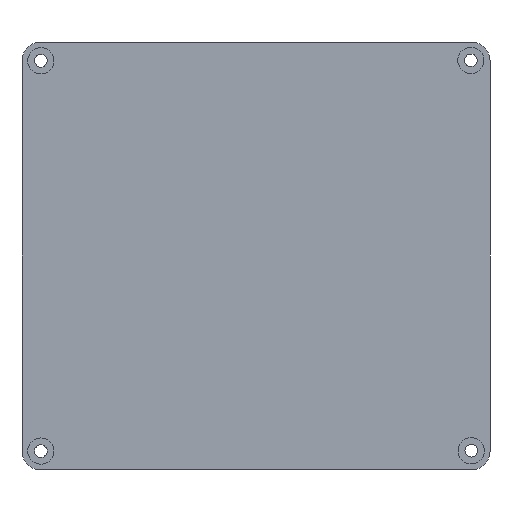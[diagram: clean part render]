
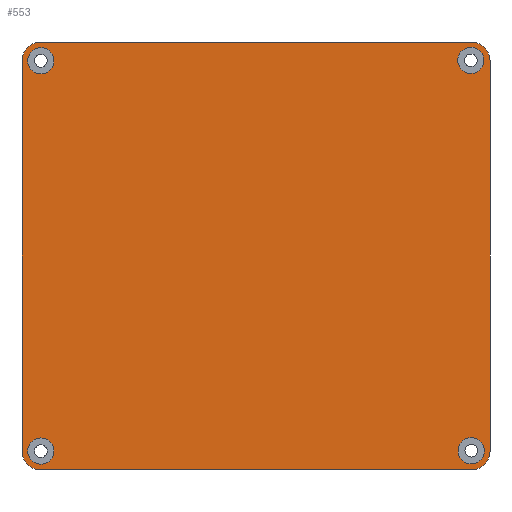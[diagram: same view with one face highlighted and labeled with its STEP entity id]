
A CAD part, front view. The second image highlights one B-rep face of the part: STEP entity #553.
In plain terms, the highlighted planar face has unit normal (0, -1, 0).
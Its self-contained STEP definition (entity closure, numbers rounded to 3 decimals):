
#25=FACE_BOUND('',#122,.T.);
#26=FACE_BOUND('',#123,.T.);
#27=FACE_BOUND('',#124,.T.);
#28=FACE_BOUND('',#125,.T.);
#47=PLANE('',#623);
#79=FACE_OUTER_BOUND('',#121,.T.);
#121=EDGE_LOOP('',(#495,#496,#497,#498,#499,#500,#501,#502));
#122=EDGE_LOOP('',(#503));
#123=EDGE_LOOP('',(#504));
#124=EDGE_LOOP('',(#505));
#125=EDGE_LOOP('',(#506));
#137=LINE('',#829,#185);
#143=LINE('',#844,#191);
#145=LINE('',#850,#193);
#174=LINE('',#937,#222);
#185=VECTOR('',#661,10.);
#191=VECTOR('',#677,10.);
#193=VECTOR('',#685,10.);
#222=VECTOR('',#782,10.);
#223=CIRCLE('',#570,4.);
#232=CIRCLE('',#582,4.);
#233=CIRCLE('',#584,4.);
#234=CIRCLE('',#587,4.);
#237=CIRCLE('',#593,2.8);
#240=CIRCLE('',#599,2.8);
#243=CIRCLE('',#605,2.8);
#246=CIRCLE('',#611,2.8);
#247=VERTEX_POINT('',#789);
#248=VERTEX_POINT('',#790);
#265=VERTEX_POINT('',#828);
#266=VERTEX_POINT('',#832);
#267=VERTEX_POINT('',#836);
#268=VERTEX_POINT('',#837);
#269=VERTEX_POINT('',#842);
#270=VERTEX_POINT('',#846);
#273=VERTEX_POINT('',#857);
#276=VERTEX_POINT('',#868);
#279=VERTEX_POINT('',#879);
#282=VERTEX_POINT('',#890);
#295=EDGE_CURVE('',#247,#248,#223,.T.);
#314=EDGE_CURVE('',#265,#248,#137,.T.);
#316=EDGE_CURVE('',#265,#266,#232,.T.);
#318=EDGE_CURVE('',#267,#268,#233,.T.);
#322=EDGE_CURVE('',#267,#269,#143,.T.);
#323=EDGE_CURVE('',#270,#269,#234,.T.);
#325=EDGE_CURVE('',#270,#266,#145,.T.);
#328=EDGE_CURVE('',#273,#273,#237,.T.);
#333=EDGE_CURVE('',#276,#276,#240,.T.);
#338=EDGE_CURVE('',#279,#279,#243,.T.);
#343=EDGE_CURVE('',#282,#282,#246,.T.);
#366=EDGE_CURVE('',#247,#268,#174,.T.);
#495=ORIENTED_EDGE('',*,*,#295,.F.);
#496=ORIENTED_EDGE('',*,*,#366,.T.);
#497=ORIENTED_EDGE('',*,*,#318,.F.);
#498=ORIENTED_EDGE('',*,*,#322,.T.);
#499=ORIENTED_EDGE('',*,*,#323,.F.);
#500=ORIENTED_EDGE('',*,*,#325,.T.);
#501=ORIENTED_EDGE('',*,*,#316,.F.);
#502=ORIENTED_EDGE('',*,*,#314,.T.);
#503=ORIENTED_EDGE('',*,*,#328,.T.);
#504=ORIENTED_EDGE('',*,*,#333,.T.);
#505=ORIENTED_EDGE('',*,*,#338,.T.);
#506=ORIENTED_EDGE('',*,*,#343,.T.);
#553=ADVANCED_FACE('',(#79,#25,#26,#27,#28),#47,.T.);
#570=AXIS2_PLACEMENT_3D('',#791,#629,#630);
#582=AXIS2_PLACEMENT_3D('',#833,#665,#666);
#584=AXIS2_PLACEMENT_3D('',#838,#670,#671);
#587=AXIS2_PLACEMENT_3D('',#847,#680,#681);
#593=AXIS2_PLACEMENT_3D('',#858,#694,#695);
#599=AXIS2_PLACEMENT_3D('',#869,#708,#709);
#605=AXIS2_PLACEMENT_3D('',#880,#722,#723);
#611=AXIS2_PLACEMENT_3D('',#891,#736,#737);
#623=AXIS2_PLACEMENT_3D('',#938,#783,#784);
#629=DIRECTION('center_axis',(0.,1.,0.));
#630=DIRECTION('ref_axis',(0.707,0.,0.707));
#661=DIRECTION('',(0.,0.,1.));
#665=DIRECTION('center_axis',(0.,1.,0.));
#666=DIRECTION('ref_axis',(0.707,0.,-0.707));
#670=DIRECTION('center_axis',(0.,1.,0.));
#671=DIRECTION('ref_axis',(-0.707,0.,0.707));
#677=DIRECTION('',(0.,0.,-1.));
#680=DIRECTION('center_axis',(0.,1.,0.));
#681=DIRECTION('ref_axis',(-0.707,0.,-0.707));
#685=DIRECTION('',(1.,0.,0.));
#694=DIRECTION('center_axis',(0.,1.,0.));
#695=DIRECTION('ref_axis',(0.,0.,-1.));
#708=DIRECTION('center_axis',(0.,1.,0.));
#709=DIRECTION('ref_axis',(0.,0.,-1.));
#722=DIRECTION('center_axis',(0.,1.,0.));
#723=DIRECTION('ref_axis',(0.,0.,-1.));
#736=DIRECTION('center_axis',(0.,1.,0.));
#737=DIRECTION('ref_axis',(0.,0.,-1.));
#782=DIRECTION('',(-1.,0.,0.));
#783=DIRECTION('center_axis',(0.,-1.,0.));
#784=DIRECTION('ref_axis',(0.,0.,-1.));
#789=CARTESIAN_POINT('',(71.,-36.2,56.8));
#790=CARTESIAN_POINT('',(75.,-36.2,52.8));
#791=CARTESIAN_POINT('Origin',(71.,-36.2,52.8));
#828=CARTESIAN_POINT('',(75.,-36.2,-30.6));
#829=CARTESIAN_POINT('',(75.,-36.2,56.8));
#832=CARTESIAN_POINT('',(71.,-36.2,-34.6));
#833=CARTESIAN_POINT('Origin',(71.,-36.2,-30.6));
#836=CARTESIAN_POINT('',(-25.,-36.2,52.8));
#837=CARTESIAN_POINT('',(-21.,-36.2,56.8));
#838=CARTESIAN_POINT('Origin',(-21.,-36.2,52.8));
#842=CARTESIAN_POINT('',(-25.,-36.2,-30.6));
#844=CARTESIAN_POINT('',(-25.,-36.2,-34.6));
#846=CARTESIAN_POINT('',(-21.,-36.2,-34.6));
#847=CARTESIAN_POINT('Origin',(-21.,-36.2,-30.6));
#850=CARTESIAN_POINT('',(75.,-36.2,-34.6));
#857=CARTESIAN_POINT('',(-20.966,-36.2,-27.783));
#858=CARTESIAN_POINT('Origin',(-20.966,-36.2,-30.583));
#868=CARTESIAN_POINT('',(70.993,-36.2,-27.712));
#869=CARTESIAN_POINT('Origin',(70.993,-36.2,-30.512));
#879=CARTESIAN_POINT('',(70.91,-36.2,55.691));
#880=CARTESIAN_POINT('Origin',(70.91,-36.2,52.891));
#890=CARTESIAN_POINT('',(-20.964,-36.2,55.608));
#891=CARTESIAN_POINT('Origin',(-20.964,-36.2,52.808));
#937=CARTESIAN_POINT('',(-25.,-36.2,56.8));
#938=CARTESIAN_POINT('Origin',(25.,-36.2,11.1));
